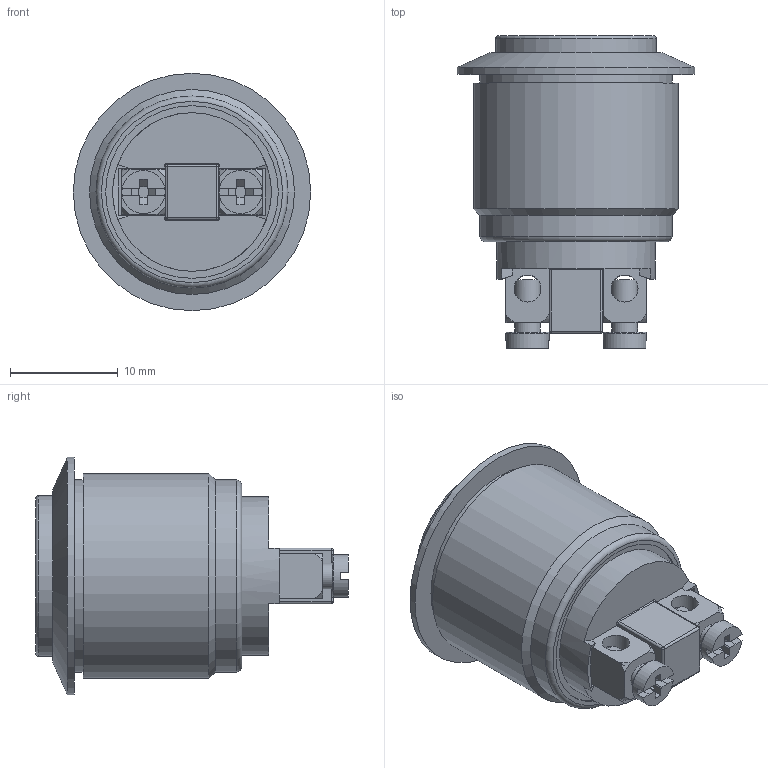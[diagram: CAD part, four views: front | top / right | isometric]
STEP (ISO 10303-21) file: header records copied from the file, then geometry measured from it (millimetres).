
FILE_DESCRIPTION((''),'2;1');
FILE_NAME('PV1H640xx.stp','2017-09-14T10:05:19',('mroman'),(''),'Autodesk Inventor 2012','Autodesk Inventor 2012','');
FILE_SCHEMA(('CONFIG_CONTROL_DESIGN'));
Length unit declared in the file: inch
Products named in the file (1): PV1H640xx
Bounding box: 22 x 29 x 22 mm (x, y, z)
Volume: 3454.1 mm3; surface area: 3543.1 mm2
Topology: 1 solids, 2 shells, 169 faces, 453 edges, 294 vertices
Faces by surface type: plane 97, cylinder 48, torus 8, bspline 8, cone 4, sphere 4
Full cylindrical faces by diameter (mm): 2 x2, 2.4 x4, 2.5 x2, 4 x2, 14.7 x1, 14.9 x2, 16 x1, 17.8 x2, 19 x1, 22 x1
Entity records: 5446 total; most frequent: CARTESIAN_POINT 1340, DIRECTION 832, ORIENTED_EDGE 832, EDGE_CURVE 416, AXIS2_PLACEMENT_3D 286, VERTEX_POINT 282, VECTOR 260, LINE 260
